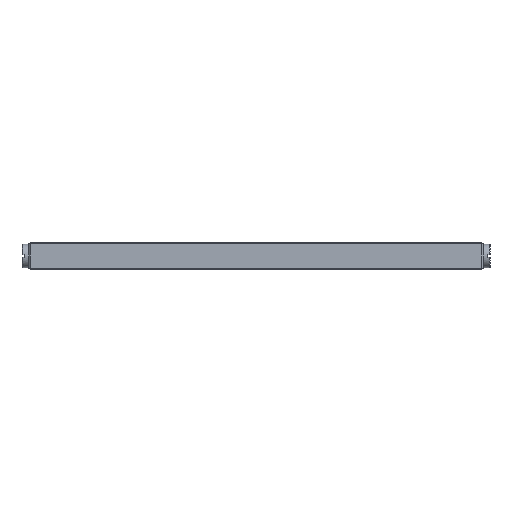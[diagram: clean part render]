
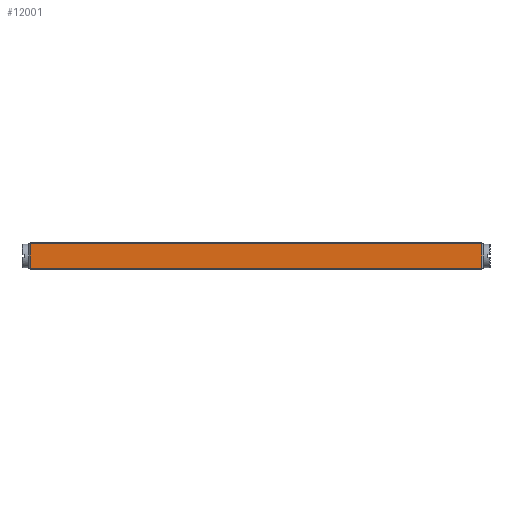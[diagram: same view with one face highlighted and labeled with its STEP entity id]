
A CAD part, front view. The second image highlights one B-rep face of the part: STEP entity #12001.
In plain terms, the highlighted planar face has unit normal (0, -1, 0).
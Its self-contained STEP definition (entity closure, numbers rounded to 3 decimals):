
#9918=FACE_OUTER_BOUND('',#21312,.T.);
#12001=ADVANCED_FACE('',(#9918),#14919,.T.);
#14919=PLANE('',#59015);
#21312=EDGE_LOOP('',(#25673,#25674,#25675,#25676));
#25673=ORIENTED_EDGE('',*,*,#44233,.T.);
#25674=ORIENTED_EDGE('',*,*,#44234,.T.);
#25675=ORIENTED_EDGE('',*,*,#44235,.T.);
#25676=ORIENTED_EDGE('',*,*,#44236,.T.);
#39385=VERTEX_POINT('',#77498);
#39386=VERTEX_POINT('',#77499);
#39387=VERTEX_POINT('',#77501);
#39388=VERTEX_POINT('',#77503);
#44233=EDGE_CURVE('',#39385,#39386,#51002,.T.);
#44234=EDGE_CURVE('',#39386,#39387,#51003,.T.);
#44235=EDGE_CURVE('',#39387,#39388,#51004,.T.);
#44236=EDGE_CURVE('',#39388,#39385,#51005,.T.);
#51002=LINE('',#77497,#55090);
#51003=LINE('',#77500,#55091);
#51004=LINE('',#77502,#55092);
#51005=LINE('',#77504,#55093);
#55090=VECTOR('',#63745,1.);
#55091=VECTOR('',#63746,1.);
#55092=VECTOR('',#63747,1.);
#55093=VECTOR('',#63748,1.);
#59015=AXIS2_PLACEMENT_3D('',#77505,#63749,#63750);
#63745=DIRECTION('',(-1.,0.,0.));
#63746=DIRECTION('',(0.,0.,-1.));
#63747=DIRECTION('',(1.,0.,0.));
#63748=DIRECTION('',(0.,0.,1.));
#63749=DIRECTION('',(0.,-1.,0.));
#63750=DIRECTION('',(0.,0.,1.));
#77497=CARTESIAN_POINT('',(125.,0.,14.25));
#77498=CARTESIAN_POINT('',(249.275,0.,14.25));
#77499=CARTESIAN_POINT('',(0.725,0.,14.25));
#77500=CARTESIAN_POINT('',(0.725,0.,0.));
#77501=CARTESIAN_POINT('',(0.725,0.,0.75));
#77502=CARTESIAN_POINT('',(125.,0.,0.75));
#77503=CARTESIAN_POINT('',(249.275,0.,0.75));
#77504=CARTESIAN_POINT('',(249.275,0.,0.));
#77505=CARTESIAN_POINT('',(125.,0.,0.));
